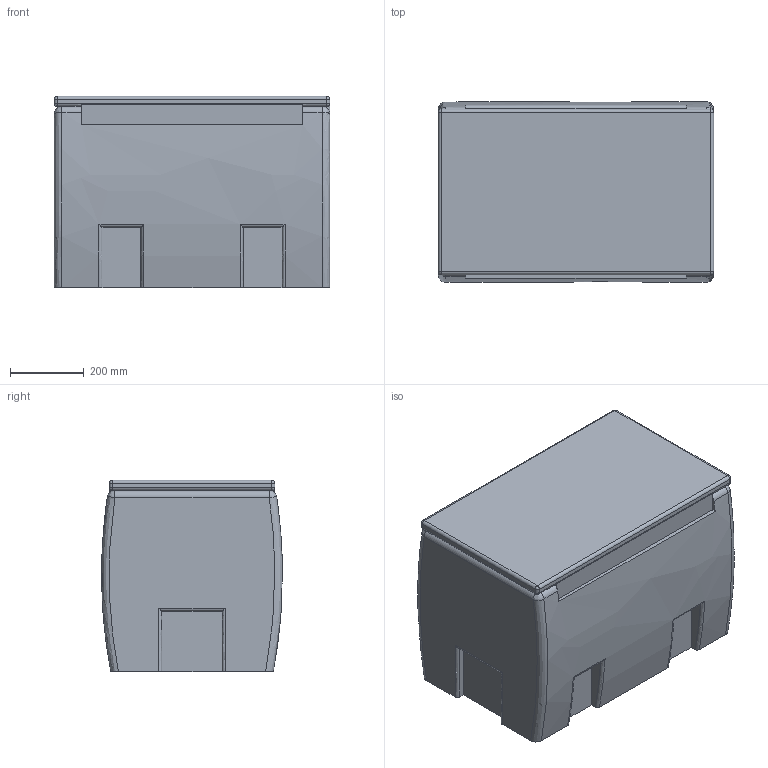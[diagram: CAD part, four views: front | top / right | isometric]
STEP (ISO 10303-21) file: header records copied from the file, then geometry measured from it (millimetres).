
FILE_DESCRIPTION(('FreeCAD Model'),'2;1');
FILE_NAME('Open CASCADE Shape Model','2025-05-03T08:49:01',('FreeCAD'),( 'FreeCAD'),'Open CASCADE STEP processor 7.6','FreeCAD','Unknown');
FILE_SCHEMA(('AUTOMOTIVE_DESIGN { 1 0 10303 214 1 1 1 1 }'));
Length unit declared in the file: millimetre
Products named in the file (1): Open CASCADE STEP translator 7.6 1
Bounding box: 745.58 x 489.52 x 518.36 mm (x, y, z)
Volume: 161357165.4 mm3; surface area: 2928242.1 mm2
Topology: 2 solids, 2 shells, 142 faces, 367 edges, 216 vertices
Faces by surface type: bspline 142
Entity records: 5999 total; most frequent: CARTESIAN_POINT 3914, ORIENTED_EDGE 706, EDGE_CURVE 353, B_SPLINE_CURVE_WITH_KNOTS 287, VERTEX_POINT 216, FACE_BOUND 143, EDGE_LOOP 143, ADVANCED_FACE 142
